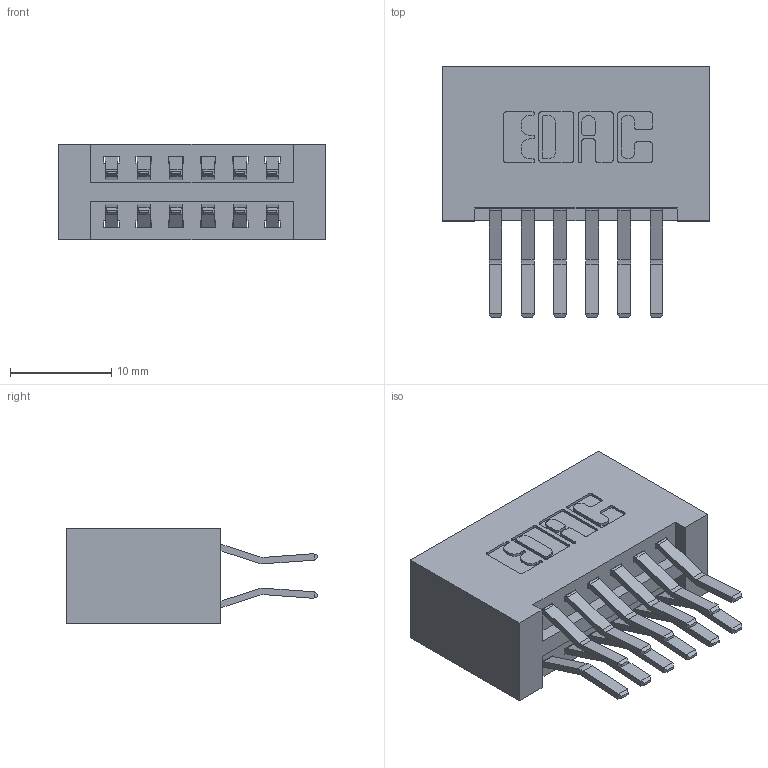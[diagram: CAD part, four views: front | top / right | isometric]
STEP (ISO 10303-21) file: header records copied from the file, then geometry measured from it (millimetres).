
FILE_DESCRIPTION (( 'STEP AP203' ), '1' );
FILE_NAME ('396-012-560-201.STEP', '2018-08-31T07:34:10', ( '' ), ( '' ), 'SwSTEP 2.0', 'SolidWorks 2016', '' );
FILE_SCHEMA (( 'CONFIG_CONTROL_DESIGN' ));
Length unit declared in the file: inch
Products named in the file (3): 346 Part_No Mounting Lugs; 345-292-001_560 Tail; 396-012-560-201
Assembly tree (13 placements, depth 2):
  396-012-560-201
    346 Part_No Mounting Lugs
    345-292-001_560 Tail  x12
Bounding box: 26.29 x 24.78 x 9.4 mm (x, y, z)
Volume: 2935.8 mm3; surface area: 3842.7 mm2
Topology: 13 solids, 13 shells, 762 faces, 2237 edges, 1474 vertices
Faces by surface type: plane 492, cylinder 270
Entity records: 8573 total; most frequent: CARTESIAN_POINT 1460, ORIENTED_EDGE 1394, DIRECTION 1337, EDGE_CURVE 697, LINE 545, VECTOR 545, VERTEX_POINT 462, AXIS2_PLACEMENT_3D 396
